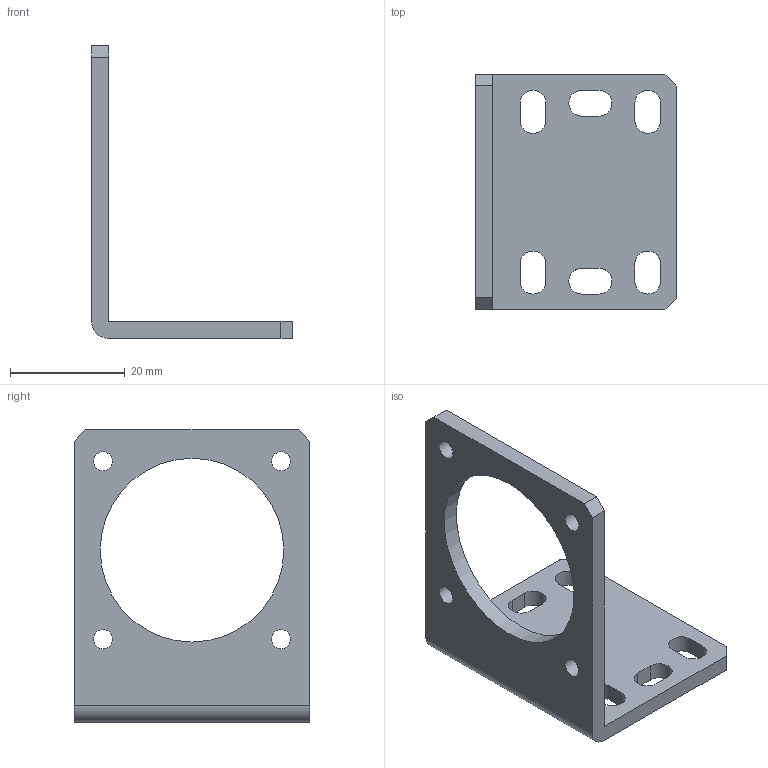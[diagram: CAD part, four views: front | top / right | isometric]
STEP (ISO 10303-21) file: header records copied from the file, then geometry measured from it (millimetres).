
FILE_DESCRIPTION(('Open CASCADE Model'),'2;1');
FILE_NAME('nema-17-bracket','2025-04-01T21:12:35',('Author'),( 'Open CASCADE'),'Open CASCADE STEP processor 7.8','build123d', 'Unknown');
FILE_SCHEMA(('AUTOMOTIVE_DESIGN { 1 0 10303 214 1 1 1 1 }'));
Length unit declared in the file: millimetre
Products named in the file (1): nema-17-bracket
Bounding box: 35 x 41 x 51 mm (x, y, z)
Volume: 7061.2 mm3; surface area: 6222 mm2
Topology: 1 solids, 1 shells, 42 faces, 120 edges, 80 vertices
Faces by surface type: plane 24, cylinder 18
Full cylindrical faces by diameter (mm): 3.3 x4, 32 x1
Entity records: 3070 total; most frequent: CARTESIAN_POINT 695, DIRECTION 425, LINE 262, VECTOR 262, ORIENTED_EDGE 240, PCURVE 240, DEFINITIONAL_REPRESENTATION 240, EDGE_CURVE 120
